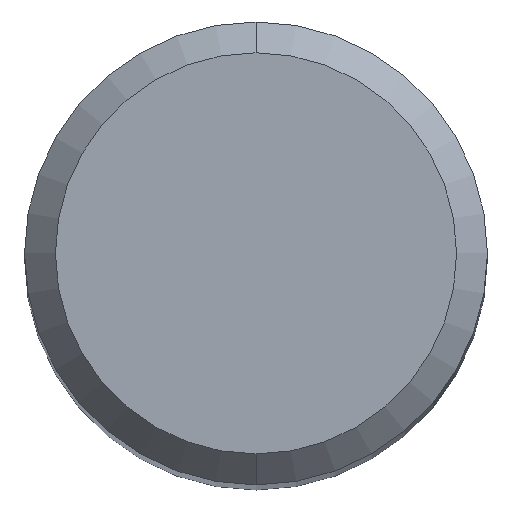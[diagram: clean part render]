
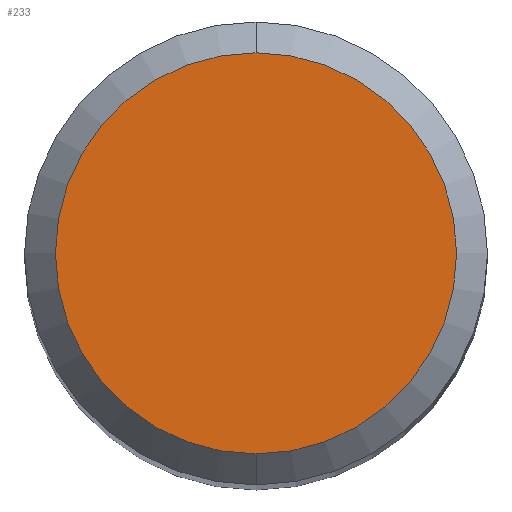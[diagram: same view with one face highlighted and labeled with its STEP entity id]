
A CAD part, top view. The second image highlights one B-rep face of the part: STEP entity #233.
In plain terms, the highlighted planar face has unit normal (0, 0, 1).
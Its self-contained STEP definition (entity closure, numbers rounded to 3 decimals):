
#231=VERTEX_POINT('',#566);
#233=ADVANCED_FACE('',(#568),#569,.T.);
#397=EDGE_CURVE('',#471,#231,#753,.T.);
#471=VERTEX_POINT('',#835);
#481=EDGE_CURVE('',#231,#471,#846,.T.);
#566=CARTESIAN_POINT('',(0.,-2.6,0.0));
#568=FACE_OUTER_BOUND('',#971,.T.);
#569=PLANE('',#972);
#753=CIRCLE('',#1338,2.6);
#835=CARTESIAN_POINT('',(0.0,2.6,0.0));
#846=CIRCLE('',#1488,2.6);
#971=EDGE_LOOP('',(#1590,#1591));
#972=AXIS2_PLACEMENT_3D('',#1592,#1593,#1594);
#1338=AXIS2_PLACEMENT_3D('',#1816,#1817,#1818);
#1488=AXIS2_PLACEMENT_3D('',#1921,#1922,#1923);
#1590=ORIENTED_EDGE('',*,*,#397,.F.);
#1591=ORIENTED_EDGE('',*,*,#481,.F.);
#1592=CARTESIAN_POINT('',(0.0,1.3,0.0));
#1593=DIRECTION('',(-0.0,0.0,1.0));
#1594=DIRECTION('',(0.0,-1.0,0.0));
#1816=CARTESIAN_POINT('',(0.0,0.0,0.0));
#1817=DIRECTION('',(0.0,0.0,-1.0));
#1818=DIRECTION('',(0.0,1.0,0.0));
#1921=CARTESIAN_POINT('',(0.0,0.0,0.0));
#1922=DIRECTION('',(0.0,0.0,-1.0));
#1923=DIRECTION('',(0.0,1.0,0.0));
